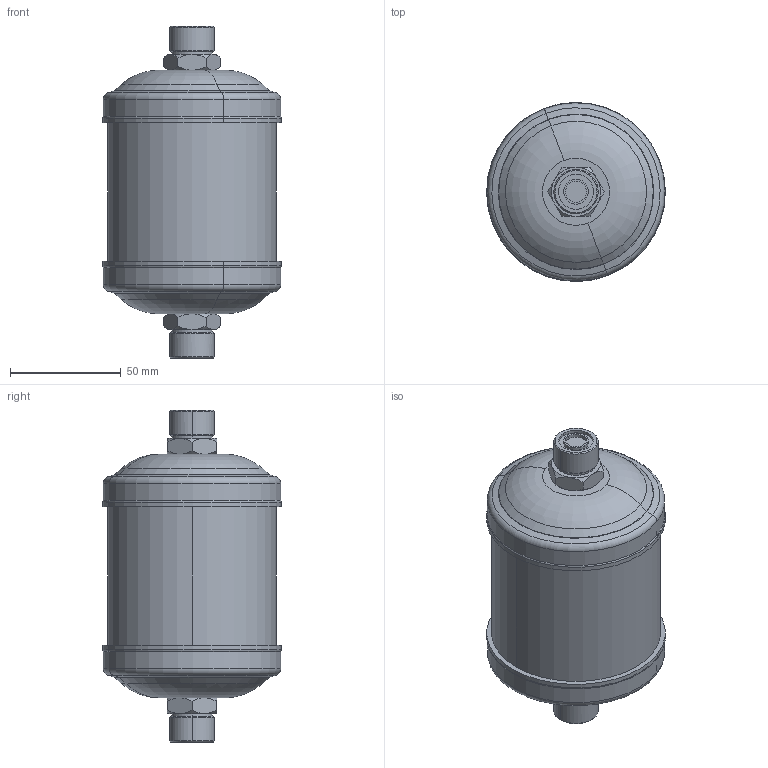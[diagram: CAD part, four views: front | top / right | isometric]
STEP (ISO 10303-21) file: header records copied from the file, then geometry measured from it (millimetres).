
FILE_DESCRIPTION (( 'STEP AP203' ), '1' );
FILE_NAME ('023Z8094R - DCL 164FS.STEP', '2023-05-27T08:49:11', ( '' ), ( '' ), 'SwSTEP 2.0', 'SolidWorks 2020', '' );
FILE_SCHEMA (( 'CONFIG_CONTROL_DESIGN' ));
Length unit declared in the file: millimetre
Products named in the file (1): 023Z8094R - DCL 164FS
Bounding box: 80.79 x 80.79 x 150 mm (x, y, z)
Volume: 491726.4 mm3; surface area: 36756.1 mm2
Topology: 1 solids, 1 shells, 126 faces, 262 edges, 152 vertices
Faces by surface type: cone 40, plane 32, cylinder 30, torus 16, bspline 8
Entity records: 5309 total; most frequent: CARTESIAN_POINT 2623, DIRECTION 570, ORIENTED_EDGE 524, EDGE_CURVE 262, AXIS2_PLACEMENT_3D 255, VERTEX_POINT 152, EDGE_LOOP 140, CIRCLE 136
